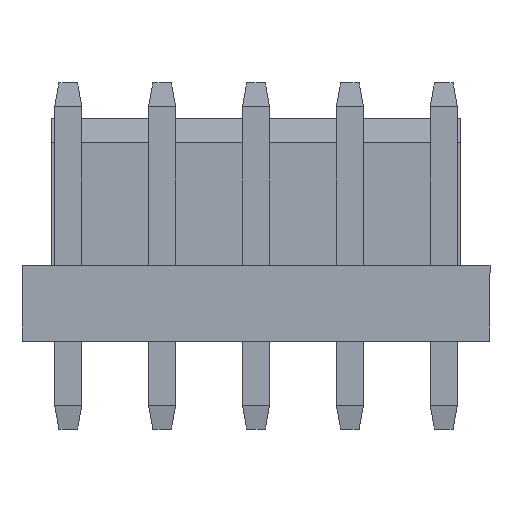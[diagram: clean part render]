
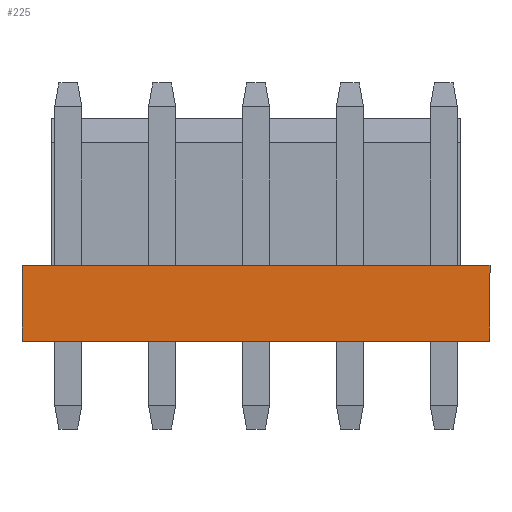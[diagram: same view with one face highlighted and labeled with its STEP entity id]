
A CAD part, top view. The second image highlights one B-rep face of the part: STEP entity #225.
In plain terms, the highlighted planar face has unit normal (0, 0, 1).
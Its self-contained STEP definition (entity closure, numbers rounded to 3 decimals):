
#216 = DIRECTION ( 'NONE',  ( 0., -1., 0. ) ) ;
#225 = ADVANCED_FACE ( 'NONE', ( #2792 ), #1223, .T. ) ;
#249 = VECTOR ( 'NONE', #442, 1000. ) ;
#427 = LINE ( 'NONE', #3829, #3486 ) ;
#442 = DIRECTION ( 'NONE',  ( -1., 0., 0. ) ) ;
#513 = EDGE_LOOP ( 'NONE', ( #2376, #2782, #1314, #2279 ) ) ;
#696 = LINE ( 'NONE', #1162, #249 ) ;
#920 = DIRECTION ( 'NONE',  ( 0., -1., 0. ) ) ;
#1162 = CARTESIAN_POINT ( 'NONE',  ( -5.91, 0., 4.25 ) ) ;
#1167 = DIRECTION ( 'NONE',  ( -1., 0., 0. ) ) ;
#1223 = PLANE ( 'NONE',  #3562 ) ;
#1262 = CARTESIAN_POINT ( 'NONE',  ( -5.91, 3.2, 4.25 ) ) ;
#1314 = ORIENTED_EDGE ( 'NONE', *, *, #2947, .F. ) ;
#1556 = VECTOR ( 'NONE', #1167, 1000. ) ;
#1606 = DIRECTION ( 'NONE',  ( 0., 0., 1. ) ) ;
#1719 = CARTESIAN_POINT ( 'NONE',  ( 13.83, 3.2, 4.25 ) ) ;
#1986 = EDGE_CURVE ( 'NONE', #3471, #2737, #696, .T. ) ;
#2166 = CARTESIAN_POINT ( 'NONE',  ( -5.91, 3.2, 4.25 ) ) ;
#2171 = VERTEX_POINT ( 'NONE', #2166 ) ;
#2217 = LINE ( 'NONE', #2874, #2397 ) ;
#2257 = CARTESIAN_POINT ( 'NONE',  ( -5.91, 0., 4.25 ) ) ;
#2279 = ORIENTED_EDGE ( 'NONE', *, *, #3870, .T. ) ;
#2376 = ORIENTED_EDGE ( 'NONE', *, *, #4366, .T. ) ;
#2397 = VECTOR ( 'NONE', #2531, 1000. ) ;
#2531 = DIRECTION ( 'NONE',  ( 0., -1., 0. ) ) ;
#2737 = VERTEX_POINT ( 'NONE', #2257 ) ;
#2782 = ORIENTED_EDGE ( 'NONE', *, *, #1986, .F. ) ;
#2792 = FACE_OUTER_BOUND ( 'NONE', #513, .T. ) ;
#2874 = CARTESIAN_POINT ( 'NONE',  ( -5.91, 3.2, 4.25 ) ) ;
#2942 = CARTESIAN_POINT ( 'NONE',  ( 13.83, 0., 4.25 ) ) ;
#2947 = EDGE_CURVE ( 'NONE', #3053, #3471, #427, .T. ) ;
#3053 = VERTEX_POINT ( 'NONE', #1719 ) ;
#3292 = CARTESIAN_POINT ( 'NONE',  ( -5.91, 3.2, 4.25 ) ) ;
#3297 = LINE ( 'NONE', #3292, #1556 ) ;
#3471 = VERTEX_POINT ( 'NONE', #2942 ) ;
#3486 = VECTOR ( 'NONE', #920, 1000. ) ;
#3562 = AXIS2_PLACEMENT_3D ( 'NONE', #1262, #1606, #216 ) ;
#3829 = CARTESIAN_POINT ( 'NONE',  ( 13.83, 3.2, 4.25 ) ) ;
#3870 = EDGE_CURVE ( 'NONE', #3053, #2171, #3297, .T. ) ;
#4366 = EDGE_CURVE ( 'NONE', #2171, #2737, #2217, .T. ) ;
